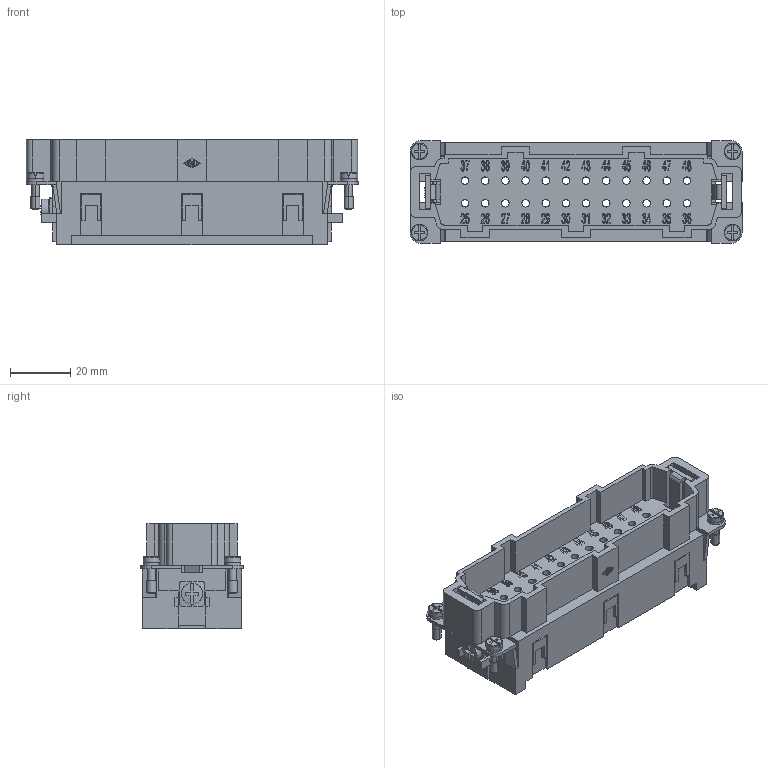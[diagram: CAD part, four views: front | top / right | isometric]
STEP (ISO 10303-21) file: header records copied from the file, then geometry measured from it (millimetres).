
FILE_DESCRIPTION((''),'2;1');
FILE_NAME('CCEM 24 N.stp','2006-10-25T09:25:15',('gembarski'),(''),'Autodesk Inventor 7','Autodesk Inventor 7','');
FILE_SCHEMA(('AUTOMOTIVE_DESIGN { 1 0 10303 214 1 1 1 1 }'));
Length unit declared in the file: millimetre
Products named in the file (1): CCEM 24 N
Bounding box: 110.3 x 34 x 34.9 mm (x, y, z)
Volume: 59092 mm3; surface area: 32586.8 mm2
Topology: 1 solids, 1 shells, 2286 faces, 6216 edges, 4123 vertices
Faces by surface type: bspline 1102, plane 1042, cylinder 126, torus 8, cone 4, sphere 4
Entity records: 77372 total; most frequent: CARTESIAN_POINT 25572, ORIENTED_EDGE 12436, DIRECTION 7461, EDGE_CURVE 6218, VERTEX_POINT 4123, VECTOR 4033, LINE 4033, EDGE_LOOP 2551
